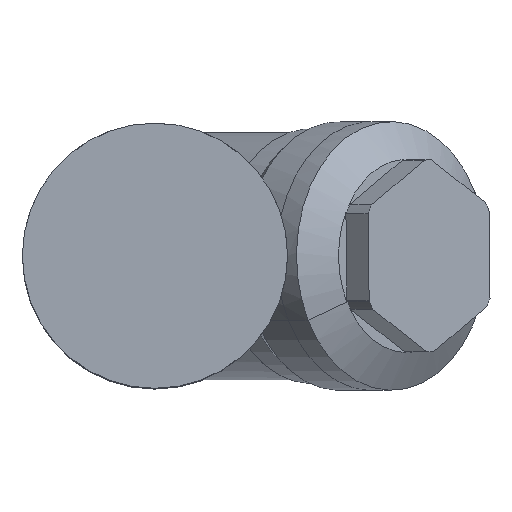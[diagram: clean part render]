
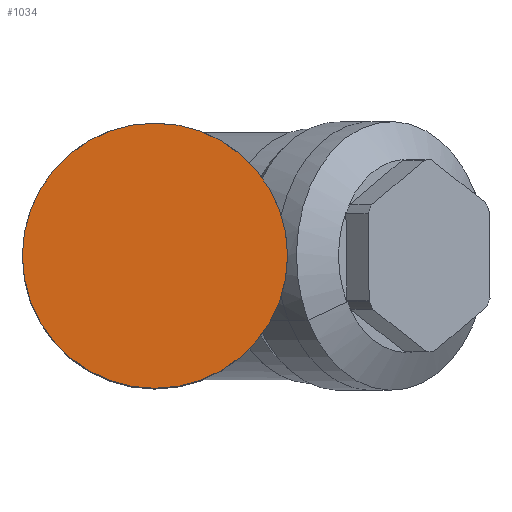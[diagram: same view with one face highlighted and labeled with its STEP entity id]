
A CAD part, top view. The second image highlights one B-rep face of the part: STEP entity #1034.
In plain terms, the highlighted planar face has unit normal (0, 0, 1).
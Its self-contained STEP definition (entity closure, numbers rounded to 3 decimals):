
#1011=CARTESIAN_POINT('Axis2P3D Location',(0.,0.,131.)) ;
#1016=CARTESIAN_POINT('Axis2P3D Location',(0.,0.,131.)) ;
#1020=CARTESIAN_POINT('Vertex',(38.,0.,131.)) ;
#1022=CARTESIAN_POINT('Vertex',(-38.,0.,131.)) ;
#1025=CARTESIAN_POINT('Axis2P3D Location',(0.,0.,131.)) ;
#1012=DIRECTION('Axis2P3D Direction',(0.,0.,1.)) ;
#1013=DIRECTION('Axis2P3D XDirection',(1.,0.,0.)) ;
#1017=DIRECTION('Axis2P3D Direction',(0.,0.,1.)) ;
#1026=DIRECTION('Axis2P3D Direction',(0.,0.,1.)) ;
#1014=AXIS2_PLACEMENT_3D('Plane Axis2P3D',#1011,#1012,#1013) ;
#1018=AXIS2_PLACEMENT_3D('Circle Axis2P3D',#1016,#1017,$) ;
#1027=AXIS2_PLACEMENT_3D('Circle Axis2P3D',#1025,#1026,$) ;
#1031=ORIENTED_EDGE('',*,*,#1024,.T.) ;
#1032=ORIENTED_EDGE('',*,*,#1029,.T.) ;
#1034=ADVANCED_FACE('PartBody',(#1033),#1015,.T.) ;
#1019=CIRCLE('generated circle',#1018,38.) ;
#1028=CIRCLE('generated circle',#1027,38.) ;
#1024=EDGE_CURVE('',#1021,#1023,#1019,.T.) ;
#1029=EDGE_CURVE('',#1023,#1021,#1028,.T.) ;
#1030=EDGE_LOOP('',(#1031,#1032)) ;
#1033=FACE_OUTER_BOUND('',#1030,.T.) ;
#1015=PLANE('',#1014) ;
#1021=VERTEX_POINT('',#1020) ;
#1023=VERTEX_POINT('',#1022) ;
